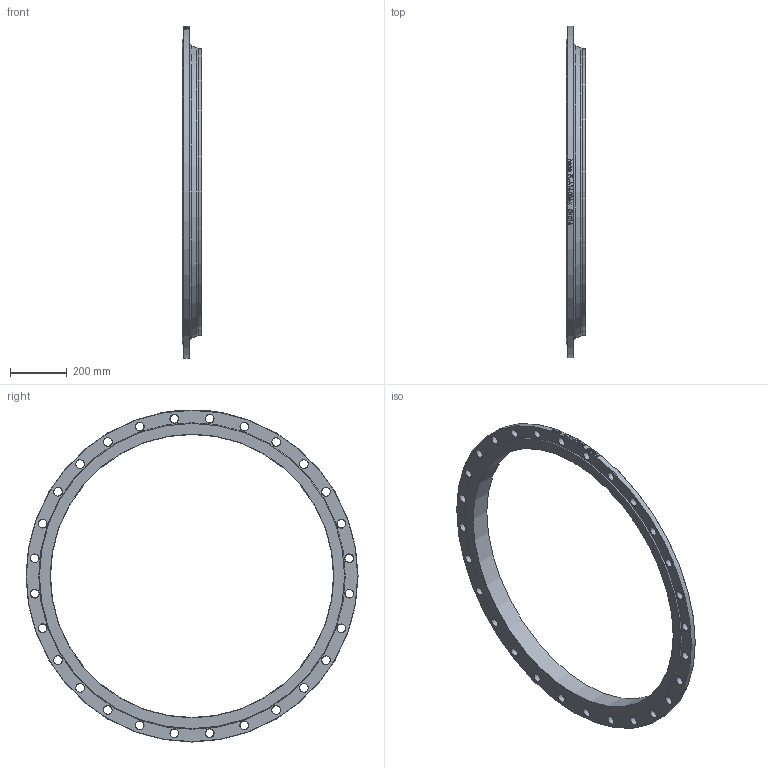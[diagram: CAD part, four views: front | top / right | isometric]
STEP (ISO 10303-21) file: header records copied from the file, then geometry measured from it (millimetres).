
FILE_DESCRIPTION (( 'STEP AP214' ), '1' );
FILE_NAME ('FL-A16-006-x Vorschweissflansch PN6 Iso DIN2631 2009.STEP', '2020-09-01T09:10:51', ( '' ), ( '' ), 'SwSTEP 2.0', 'SolidWorks 2019', '' );
FILE_SCHEMA (( 'AUTOMOTIVE_DESIGN' ));
Length unit declared in the file: millimetre
Products named in the file (1): FL-A16-006-x Vorschweissflansch PN6 Iso DIN2631 2009
Bounding box: 70 x 1175 x 1175 mm (x, y, z)
Volume: 8199227.5 mm3; surface area: 1008314 mm2
Topology: 1 solids, 1 shells, 130 faces, 453 edges, 358 vertices
Faces by surface type: cylinder 63, cone 61, plane 4, torus 2
Full cylindrical faces by diameter (mm): 30 x28, 1001.8 x1, 1016 x1, 1175 x1
Entity records: 10074 total; most frequent: CARTESIAN_POINT 6351, ORIENTED_EDGE 652, DIRECTION 613, VERTEX_POINT 326, EDGE_CURVE 326, EDGE_LOOP 316, AXIS2_PLACEMENT_3D 294, CIRCLE 163
